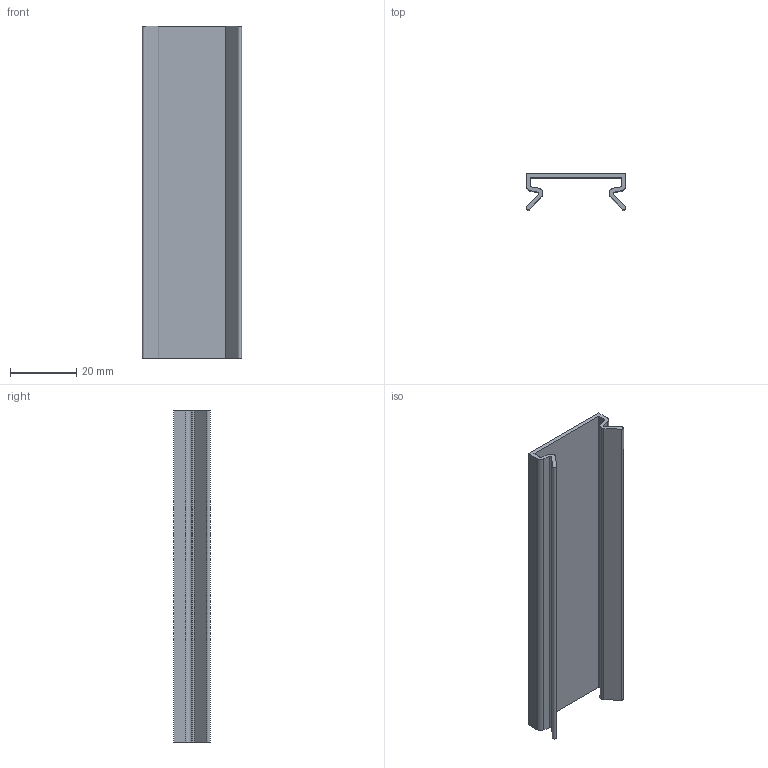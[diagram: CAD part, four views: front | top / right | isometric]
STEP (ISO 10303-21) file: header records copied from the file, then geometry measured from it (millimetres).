
FILE_DESCRIPTION(/* description */ ('Deckel 30'),/* implementation_level */ '2;1');
FILE_NAME(/* name */ '17871.6_VK_HF_D_30_LG.stp',/* time_stamp */ '2023-11-24T12:54:52+01:00',/* author */ ('freichenberger'),/* organization */ ('Conta-Clip Verbindungstechnik GmbH'),/* preprocessor_version */ 'ST-DEVELOPER v18.1',/* originating_system */ 'Autodesk Inventor 2022',/* authorisation */ '');
FILE_SCHEMA (('AUTOMOTIVE_DESIGN { 1 0 10303 214 3 1 1 }'));
Length unit declared in the file: millimetre
Products named in the file (1): 5510-1 / 5520-1
Bounding box: 30 x 11 x 100 mm (x, y, z)
Volume: 6901.1 mm3; surface area: 11823.1 mm2
Topology: 1 solids, 1 shells, 30 faces, 84 edges, 56 vertices
Faces by surface type: plane 18, cylinder 12
Entity records: 1015 total; most frequent: CARTESIAN_POINT 171, DIRECTION 170, ORIENTED_EDGE 168, EDGE_CURVE 84, LINE 60, VECTOR 60, VERTEX_POINT 56, AXIS2_PLACEMENT_3D 55
